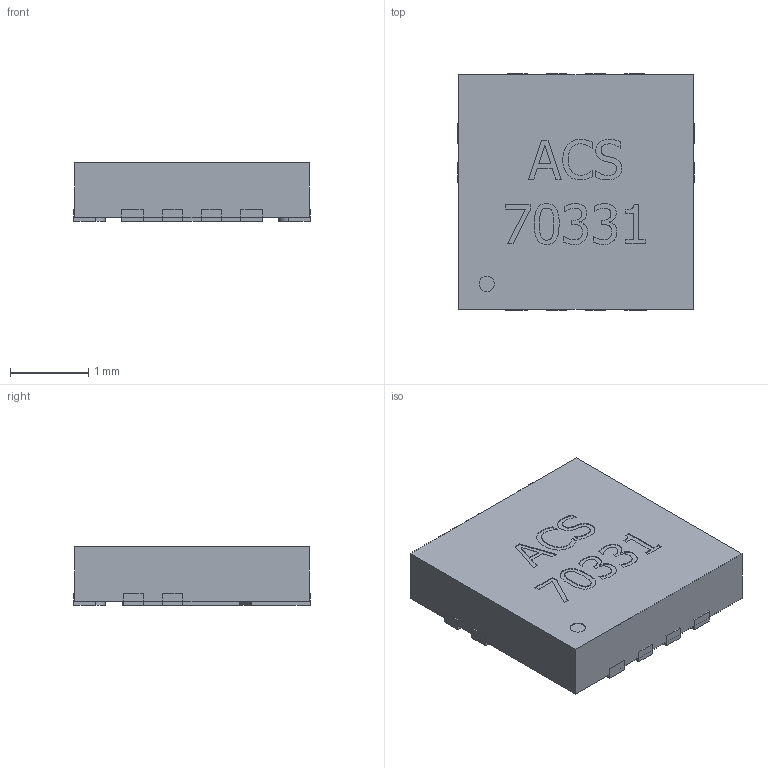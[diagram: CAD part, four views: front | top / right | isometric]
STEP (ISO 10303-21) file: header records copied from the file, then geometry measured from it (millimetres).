
FILE_DESCRIPTION((''),'2;1');
FILE_NAME('ACS70331.stp','2019-07-08T16:03:23',('perevozchikovaa'),(''),'Autodesk Inventor 2013','Autodesk Inventor 2013','');
FILE_SCHEMA(('AUTOMOTIVE_DESIGN { 1 0 10303 214 1 1 1 1 }'));
Length unit declared in the file: millimetre
Products named in the file (4): ACS70331; body; pin; current_shunt
Assembly tree (10 placements, depth 2):
  ACS70331
    body
    pin  x8
    current_shunt
Bounding box: 3.02 x 3.02 x 0.75 mm (x, y, z)
Volume: 6.8 mm3; surface area: 37 mm2
Topology: 10 solids, 10 shells, 239 faces, 624 edges, 416 vertices
Faces by surface type: plane 147, bspline 83, cylinder 9
Full cylindrical faces by diameter (mm): 0.196 x1
Entity records: 7051 total; most frequent: CARTESIAN_POINT 2438, ORIENTED_EDGE 1078, DIRECTION 633, EDGE_CURVE 539, VECTOR 369, LINE 369, VERTEX_POINT 360, EDGE_LOOP 209
